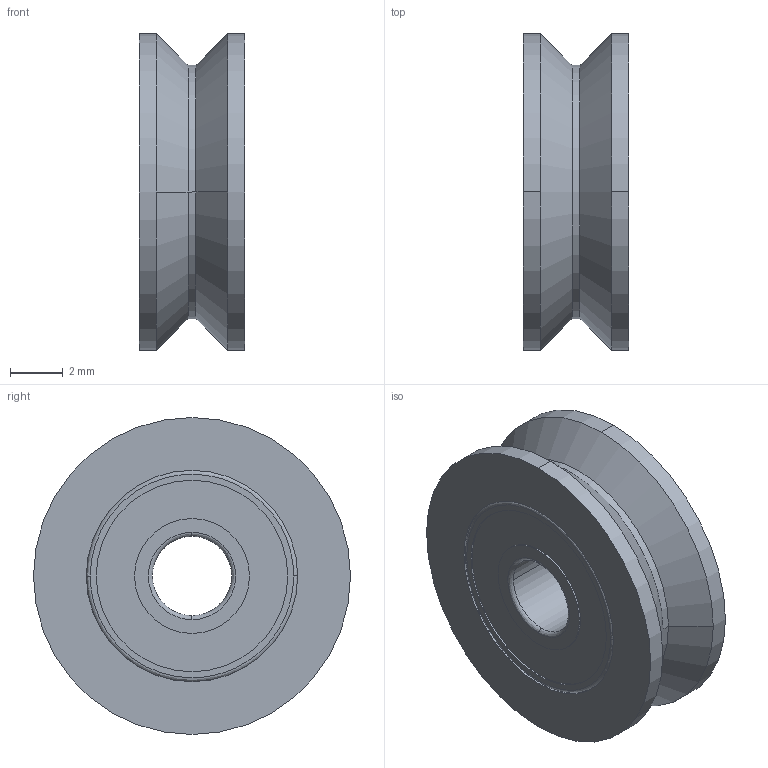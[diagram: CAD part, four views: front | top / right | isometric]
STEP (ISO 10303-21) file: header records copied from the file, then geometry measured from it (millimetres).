
FILE_DESCRIPTION (( 'STEP AP214' ), '1' );
FILE_NAME ('am-4836 3mm ID x 12mm OD x 4mm Thick V Groove Bearing.STEP', '2025-02-18T18:13:16', ( '' ), ( '' ), 'SwSTEP 2.0', 'SolidWorks 2024', '' );
FILE_SCHEMA (( 'AUTOMOTIVE_DESIGN' ));
Length unit declared in the file: millimetre
Products named in the file (1): am-4836 3mm ID x 12mm OD x 4mm Thick V Groove Bearing
Bounding box: 4 x 12 x 12 mm (x, y, z)
Volume: 301.1 mm3; surface area: 906.8 mm2
Topology: 14 solids, 14 shells, 80 faces, 206 edges, 120 vertices
Faces by surface type: bspline 32, cylinder 32, plane 12, cone 4
Entity records: 3008 total; most frequent: CARTESIAN_POINT 1135, DIRECTION 370, ORIENTED_EDGE 340, EDGE_CURVE 170, AXIS2_PLACEMENT_3D 167, VERTEX_POINT 120, CIRCLE 118, EDGE_LOOP 92
